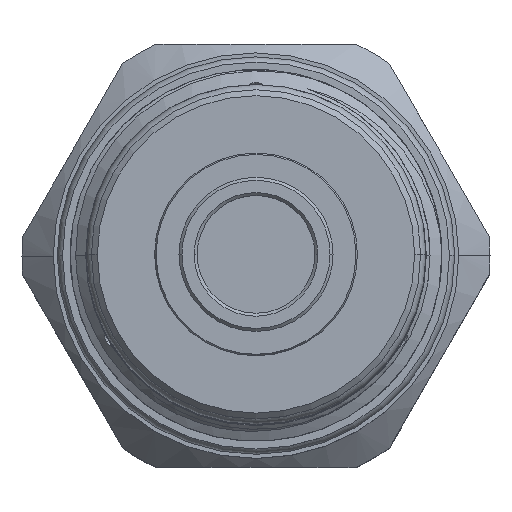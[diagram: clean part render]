
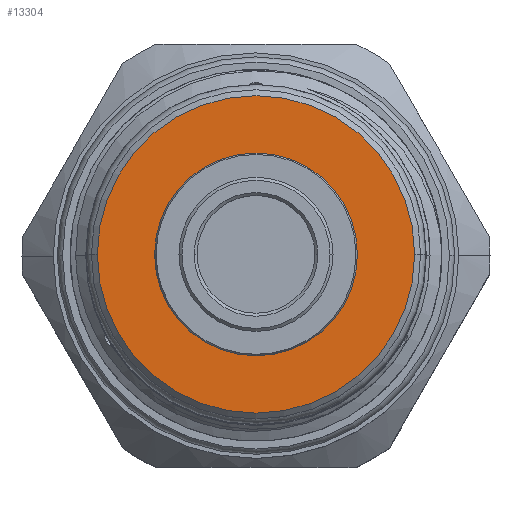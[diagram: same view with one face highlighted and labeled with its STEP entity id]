
A CAD part, top view. The second image highlights one B-rep face of the part: STEP entity #13304.
In plain terms, the highlighted planar face has unit normal (0, 0, 1).
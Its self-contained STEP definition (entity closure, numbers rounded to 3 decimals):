
#38 = DIRECTION ( 'NONE',  ( 0., 0., -1. ) ) ;
#427 = CIRCLE ( 'NONE', #7029, 10.715 ) ;
#443 = CIRCLE ( 'NONE', #4739, 10.715 ) ;
#1566 = DIRECTION ( 'NONE',  ( 0., 0., 1. ) ) ;
#2044 = VERTEX_POINT ( 'NONE', #12403 ) ;
#2075 = DIRECTION ( 'NONE',  ( 0., 0., 1. ) ) ;
#2740 = DIRECTION ( 'NONE',  ( 0., 0., 1. ) ) ;
#3003 = FACE_BOUND ( 'NONE', #11350, .T. ) ;
#3325 = CARTESIAN_POINT ( 'NONE',  ( -6.847, 0., 25.41 ) ) ;
#3606 = VERTEX_POINT ( 'NONE', #11649 ) ;
#4602 = CARTESIAN_POINT ( 'NONE',  ( 0., 0., 25.41 ) ) ;
#4739 = AXIS2_PLACEMENT_3D ( 'NONE', #7398, #6244, #12927 ) ;
#5024 = CIRCLE ( 'NONE', #7518, 6.847 ) ;
#5343 = EDGE_CURVE ( 'NONE', #2044, #6305, #5024, .T. ) ;
#5488 = FACE_OUTER_BOUND ( 'NONE', #10368, .T. ) ;
#5576 = EDGE_CURVE ( 'NONE', #13806, #3606, #443, .T. ) ;
#5685 = EDGE_CURVE ( 'NONE', #3606, #13806, #427, .T. ) ;
#6007 = ORIENTED_EDGE ( 'NONE', *, *, #5576, .T. ) ;
#6244 = DIRECTION ( 'NONE',  ( 0., 0., 1. ) ) ;
#6305 = VERTEX_POINT ( 'NONE', #3325 ) ;
#7029 = AXIS2_PLACEMENT_3D ( 'NONE', #14175, #1566, #11860 ) ;
#7398 = CARTESIAN_POINT ( 'NONE',  ( 0., 0., 25.41 ) ) ;
#7518 = AXIS2_PLACEMENT_3D ( 'NONE', #9511, #2740, #11807 ) ;
#7637 = CARTESIAN_POINT ( 'NONE',  ( 0., 0., 25.41 ) ) ;
#7799 = CIRCLE ( 'NONE', #13722, 6.847 ) ;
#8643 = DIRECTION ( 'NONE',  ( -1., 0., 0. ) ) ;
#9466 = ORIENTED_EDGE ( 'NONE', *, *, #13934, .F. ) ;
#9511 = CARTESIAN_POINT ( 'NONE',  ( 0., 0., 25.41 ) ) ;
#10224 = AXIS2_PLACEMENT_3D ( 'NONE', #4602, #38, #12570 ) ;
#10362 = ORIENTED_EDGE ( 'NONE', *, *, #5343, .F. ) ;
#10368 = EDGE_LOOP ( 'NONE', ( #6007, #12162 ) ) ;
#11350 = EDGE_LOOP ( 'NONE', ( #9466, #10362 ) ) ;
#11649 = CARTESIAN_POINT ( 'NONE',  ( 10.715, 0., 25.41 ) ) ;
#11807 = DIRECTION ( 'NONE',  ( -1., 0., 0. ) ) ;
#11860 = DIRECTION ( 'NONE',  ( -1., 0., 0. ) ) ;
#11885 = CARTESIAN_POINT ( 'NONE',  ( -10.715, 0., 25.41 ) ) ;
#12162 = ORIENTED_EDGE ( 'NONE', *, *, #5685, .T. ) ;
#12403 = CARTESIAN_POINT ( 'NONE',  ( 6.847, 0., 25.41 ) ) ;
#12570 = DIRECTION ( 'NONE',  ( -1., 0., 0. ) ) ;
#12663 = PLANE ( 'NONE',  #10224 ) ;
#12927 = DIRECTION ( 'NONE',  ( -1., 0., 0. ) ) ;
#13304 = ADVANCED_FACE ( 'NONE', ( #3003, #5488 ), #12663, .F. ) ;
#13722 = AXIS2_PLACEMENT_3D ( 'NONE', #7637, #2075, #8643 ) ;
#13806 = VERTEX_POINT ( 'NONE', #11885 ) ;
#13934 = EDGE_CURVE ( 'NONE', #6305, #2044, #7799, .T. ) ;
#14175 = CARTESIAN_POINT ( 'NONE',  ( 0., 0., 25.41 ) ) ;
